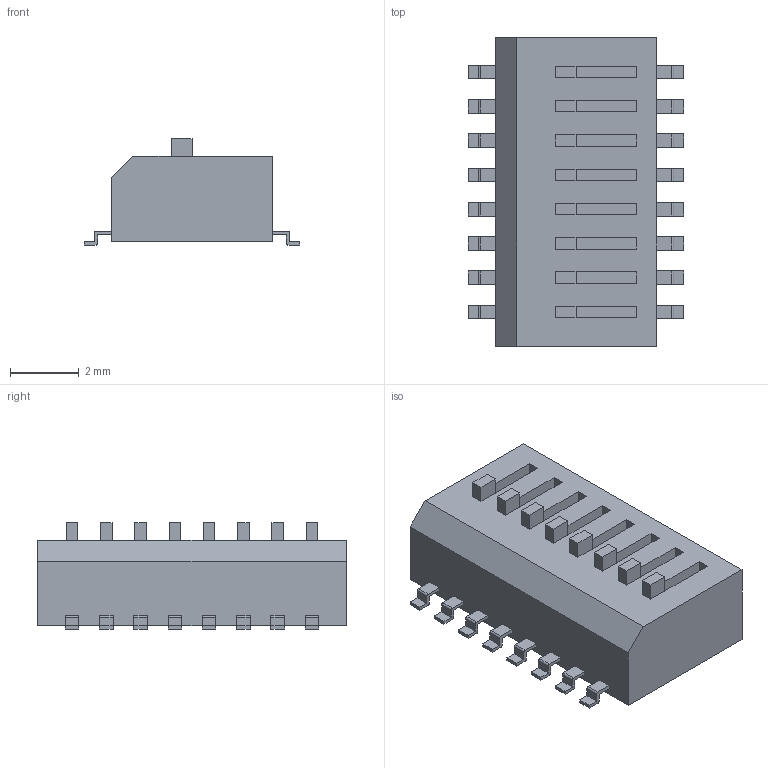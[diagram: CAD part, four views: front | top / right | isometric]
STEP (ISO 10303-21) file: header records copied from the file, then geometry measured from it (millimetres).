
FILE_DESCRIPTION(/* description */ ('model of SW_DIP_x8_W5.9mm_Slide_Copal_CVS'),/* implementation_level */ '2;1');
FILE_NAME(/* name */ 'SW_DIP_x8_W5.9mm_Slide_Copal_CVS.step',/* time_stamp */ '2017-10-28T13:06:43',/* author */ ('kicad StepUp','ksu'),/* organization */ ('FreeCAD'),/* preprocessor_version */ 'OCC',/* originating_system */ 'kicad StepUp',/* authorisation */ '');
FILE_SCHEMA(('AUTOMOTIVE_DESIGN { 1 0 10303 214 1 1 1 1 }'));
Length unit declared in the file: millimetre
Products named in the file (5): ASSEMBLY; SW_DIP_x8_W59mm_Slide_Copal_CVS001; Shape0_220370236121; Shape0_0343223688516; SW_DIP_x8_W59mm_Slide_Copal_CVS
Assembly tree (4 placements, depth 2):
  ASSEMBLY
    SW_DIP_x8_W59mm_Slide_Copal_CVS001
    Shape0_220370236121
    Shape0_0343223688516
    SW_DIP_x8_W59mm_Slide_Copal_CVS
Bounding box: 6.3 x 9 x 3.1 mm (x, y, z)
Surface area: 429.2 mm2
Topology: 18 solids, 18 shells, 318 faces, 782 edges, 516 vertices
Faces by surface type: plane 286, cylinder 32
Entity records: 9983 total; most frequent: CARTESIAN_POINT 1621, ORIENTED_EDGE 1564, DIRECTION 1492, EDGE_CURVE 782, LINE 718, VECTOR 718, VERTEX_POINT 516, AXIS2_PLACEMENT_3D 387
